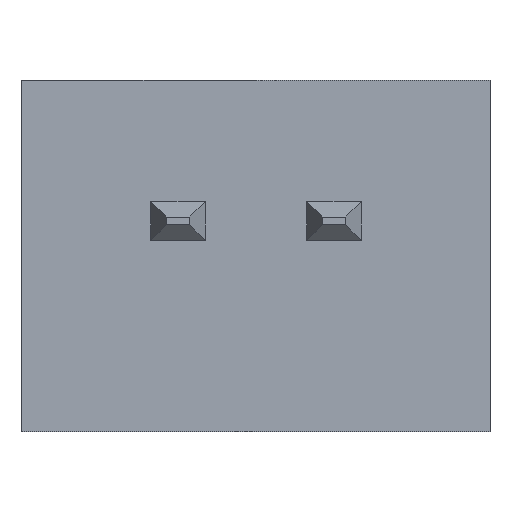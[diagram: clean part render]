
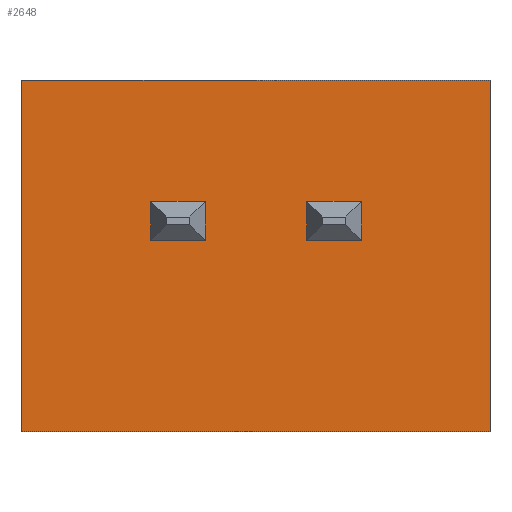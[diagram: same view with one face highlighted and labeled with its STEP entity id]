
A CAD part, front view. The second image highlights one B-rep face of the part: STEP entity #2648.
In plain terms, the highlighted planar face has unit normal (0, -1, 0).
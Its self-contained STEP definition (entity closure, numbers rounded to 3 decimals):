
#2 = VECTOR ( 'NONE', #2047, 1000. ) ;
#39 = EDGE_CURVE ( 'NONE', #950, #1502, #312, .T. ) ;
#103 = EDGE_CURVE ( 'NONE', #157, #158, #1643, .T. ) ;
#120 = CARTESIAN_POINT ( 'NONE',  ( 1.65, 0., -1.8 ) ) ;
#147 = DIRECTION ( 'NONE',  ( 1., 0., 0. ) ) ;
#157 = VERTEX_POINT ( 'NONE', #196 ) ;
#158 = VERTEX_POINT ( 'NONE', #900 ) ;
#196 = CARTESIAN_POINT ( 'NONE',  ( 1.65, 0., -2.05 ) ) ;
#205 = CARTESIAN_POINT ( 'NONE',  ( 6., 0., 0. ) ) ;
#207 = CARTESIAN_POINT ( 'NONE',  ( 3., 0., -1.55 ) ) ;
#312 = LINE ( 'NONE', #1653, #901 ) ;
#315 = CARTESIAN_POINT ( 'NONE',  ( 3.65, 0., -1.55 ) ) ;
#364 = ORIENTED_EDGE ( 'NONE', *, *, #1965, .F. ) ;
#430 = DIRECTION ( 'NONE',  ( -1., 0., 0. ) ) ;
#436 = VECTOR ( 'NONE', #1378, 1000. ) ;
#452 = LINE ( 'NONE', #1698, #1459 ) ;
#484 = ORIENTED_EDGE ( 'NONE', *, *, #1650, .F. ) ;
#509 = VERTEX_POINT ( 'NONE', #1480 ) ;
#543 = CARTESIAN_POINT ( 'NONE',  ( 4., 0., -2.05 ) ) ;
#593 = VECTOR ( 'NONE', #978, 1000. ) ;
#633 = EDGE_CURVE ( 'NONE', #1457, #1720, #2550, .T. ) ;
#651 = CARTESIAN_POINT ( 'NONE',  ( 4.35, 0., -2.05 ) ) ;
#672 = CARTESIAN_POINT ( 'NONE',  ( 2., 0., -2.05 ) ) ;
#683 = LINE ( 'NONE', #1338, #1190 ) ;
#686 = VERTEX_POINT ( 'NONE', #1617 ) ;
#694 = EDGE_CURVE ( 'NONE', #2114, #2143, #2057, .T. ) ;
#753 = CARTESIAN_POINT ( 'NONE',  ( 2.35, 0., -1.55 ) ) ;
#776 = EDGE_CURVE ( 'NONE', #1720, #157, #2030, .T. ) ;
#803 = CARTESIAN_POINT ( 'NONE',  ( -0.12, 0., 0.09 ) ) ;
#845 = DIRECTION ( 'NONE',  ( -1., 0., 0. ) ) ;
#853 = ORIENTED_EDGE ( 'NONE', *, *, #633, .F. ) ;
#900 = CARTESIAN_POINT ( 'NONE',  ( 2.35, 0., -2.05 ) ) ;
#901 = VECTOR ( 'NONE', #1434, 1000. ) ;
#904 = ORIENTED_EDGE ( 'NONE', *, *, #2645, .F. ) ;
#919 = ORIENTED_EDGE ( 'NONE', *, *, #1346, .F. ) ;
#950 = VERTEX_POINT ( 'NONE', #1465 ) ;
#971 = AXIS2_PLACEMENT_3D ( 'NONE', #803, #1460, #147 ) ;
#972 = ORIENTED_EDGE ( 'NONE', *, *, #2106, .F. ) ;
#978 = DIRECTION ( 'NONE',  ( 0., 0., 1. ) ) ;
#986 = VERTEX_POINT ( 'NONE', #1039 ) ;
#989 = CARTESIAN_POINT ( 'NONE',  ( 2.35, 0., -1.8 ) ) ;
#1039 = CARTESIAN_POINT ( 'NONE',  ( 6., 0., -4.5 ) ) ;
#1074 = CARTESIAN_POINT ( 'NONE',  ( 3.65, 0., -2.05 ) ) ;
#1120 = EDGE_LOOP ( 'NONE', ( #2514, #2475, #2741, #853 ) ) ;
#1149 = VECTOR ( 'NONE', #2304, 1000. ) ;
#1161 = VECTOR ( 'NONE', #2566, 1000. ) ;
#1190 = VECTOR ( 'NONE', #2619, 1000. ) ;
#1205 = FACE_BOUND ( 'NONE', #1120, .T. ) ;
#1231 = PLANE ( 'NONE',  #971 ) ;
#1268 = EDGE_LOOP ( 'NONE', ( #484, #2555, #904, #1609 ) ) ;
#1272 = CARTESIAN_POINT ( 'NONE',  ( 1.65, 0., -1.55 ) ) ;
#1283 = VECTOR ( 'NONE', #845, 1000. ) ;
#1338 = CARTESIAN_POINT ( 'NONE',  ( 3., 0., 0. ) ) ;
#1346 = EDGE_CURVE ( 'NONE', #686, #509, #2160, .T. ) ;
#1378 = DIRECTION ( 'NONE',  ( 0., 0., 1. ) ) ;
#1421 = LINE ( 'NONE', #1712, #1283 ) ;
#1434 = DIRECTION ( 'NONE',  ( -1., 0., 0. ) ) ;
#1448 = CARTESIAN_POINT ( 'NONE',  ( 3.65, 0., -1.8 ) ) ;
#1449 = ORIENTED_EDGE ( 'NONE', *, *, #2017, .F. ) ;
#1452 = VECTOR ( 'NONE', #1855, 1000. ) ;
#1457 = VERTEX_POINT ( 'NONE', #753 ) ;
#1459 = VECTOR ( 'NONE', #1475, 1000. ) ;
#1460 = DIRECTION ( 'NONE',  ( 0., 1., 0. ) ) ;
#1465 = CARTESIAN_POINT ( 'NONE',  ( 4.35, 0., -1.55 ) ) ;
#1475 = DIRECTION ( 'NONE',  ( 0., 0., 1. ) ) ;
#1480 = CARTESIAN_POINT ( 'NONE',  ( 0., 0., 0. ) ) ;
#1502 = VERTEX_POINT ( 'NONE', #315 ) ;
#1609 = ORIENTED_EDGE ( 'NONE', *, *, #39, .F. ) ;
#1617 = CARTESIAN_POINT ( 'NONE',  ( 0., 0., -4.5 ) ) ;
#1643 = LINE ( 'NONE', #672, #2701 ) ;
#1650 = EDGE_CURVE ( 'NONE', #2143, #950, #452, .T. ) ;
#1653 = CARTESIAN_POINT ( 'NONE',  ( 3., 0., -1.55 ) ) ;
#1698 = CARTESIAN_POINT ( 'NONE',  ( 4.35, 0., -1.8 ) ) ;
#1702 = EDGE_LOOP ( 'NONE', ( #1449, #972, #364, #919 ) ) ;
#1712 = CARTESIAN_POINT ( 'NONE',  ( 3., 0., -4.5 ) ) ;
#1717 = FACE_OUTER_BOUND ( 'NONE', #1702, .T. ) ;
#1720 = VERTEX_POINT ( 'NONE', #1272 ) ;
#1799 = VERTEX_POINT ( 'NONE', #205 ) ;
#1855 = DIRECTION ( 'NONE',  ( 0., 0., -1. ) ) ;
#1858 = CARTESIAN_POINT ( 'NONE',  ( 0., 0., -2.25 ) ) ;
#1965 = EDGE_CURVE ( 'NONE', #509, #1799, #683, .T. ) ;
#1992 = VECTOR ( 'NONE', #430, 1000. ) ;
#2017 = EDGE_CURVE ( 'NONE', #986, #686, #1421, .T. ) ;
#2030 = LINE ( 'NONE', #120, #1452 ) ;
#2047 = DIRECTION ( 'NONE',  ( 1., 0., 0. ) ) ;
#2057 = LINE ( 'NONE', #543, #2 ) ;
#2106 = EDGE_CURVE ( 'NONE', #1799, #986, #2351, .T. ) ;
#2114 = VERTEX_POINT ( 'NONE', #1074 ) ;
#2143 = VERTEX_POINT ( 'NONE', #651 ) ;
#2160 = LINE ( 'NONE', #1858, #436 ) ;
#2248 = LINE ( 'NONE', #989, #593 ) ;
#2277 = LINE ( 'NONE', #1448, #1149 ) ;
#2304 = DIRECTION ( 'NONE',  ( 0., 0., -1. ) ) ;
#2350 = CARTESIAN_POINT ( 'NONE',  ( 6., 0., -2.25 ) ) ;
#2351 = LINE ( 'NONE', #2350, #1161 ) ;
#2367 = DIRECTION ( 'NONE',  ( 1., 0., 0. ) ) ;
#2475 = ORIENTED_EDGE ( 'NONE', *, *, #103, .F. ) ;
#2514 = ORIENTED_EDGE ( 'NONE', *, *, #2571, .F. ) ;
#2550 = LINE ( 'NONE', #207, #1992 ) ;
#2555 = ORIENTED_EDGE ( 'NONE', *, *, #694, .F. ) ;
#2566 = DIRECTION ( 'NONE',  ( 0., 0., -1. ) ) ;
#2571 = EDGE_CURVE ( 'NONE', #158, #1457, #2248, .T. ) ;
#2619 = DIRECTION ( 'NONE',  ( 1., 0., 0. ) ) ;
#2645 = EDGE_CURVE ( 'NONE', #1502, #2114, #2277, .T. ) ;
#2648 = ADVANCED_FACE ( 'NONE', ( #2777, #1205, #1717 ), #1231, .F. ) ;
#2701 = VECTOR ( 'NONE', #2367, 1000. ) ;
#2741 = ORIENTED_EDGE ( 'NONE', *, *, #776, .F. ) ;
#2777 = FACE_BOUND ( 'NONE', #1268, .T. ) ;
